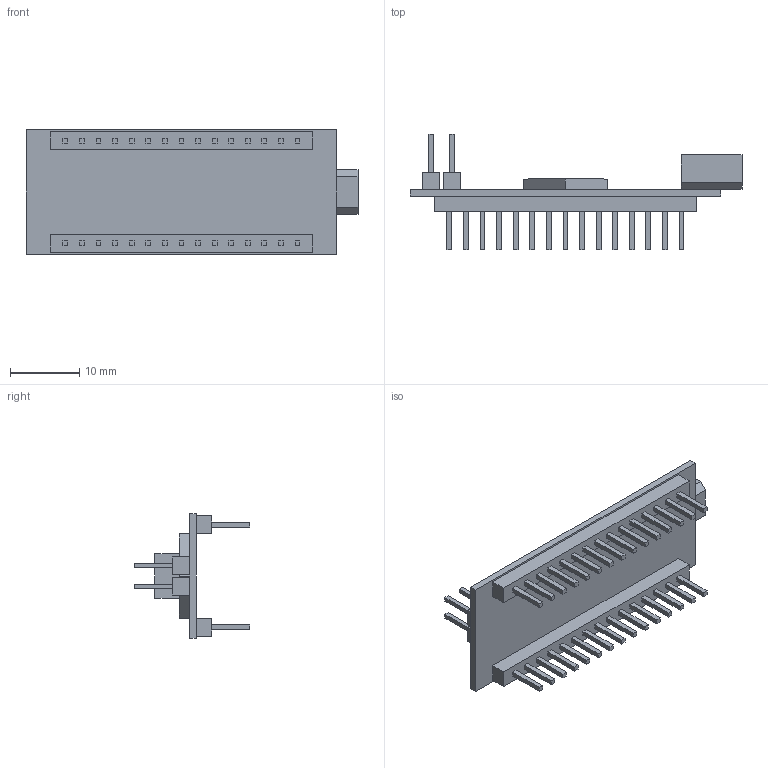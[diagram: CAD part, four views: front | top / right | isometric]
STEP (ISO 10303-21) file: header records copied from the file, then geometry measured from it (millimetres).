
FILE_DESCRIPTION (( 'STEP AP203' ), '1' );
FILE_NAME ('arduino nano.STEP', '2022-05-14T23:55:13', ( '' ), ( '' ), 'SwSTEP 2.0', 'SolidWorks 2016', '' );
FILE_SCHEMA (( 'CONFIG_CONTROL_DESIGN' ));
Length unit declared in the file: millimetre
Products named in the file (1): arduino nano
Bounding box: 48.04 x 16.75 x 18 mm (x, y, z)
Volume: 1668.1 mm3; surface area: 3354.6 mm2
Topology: 7 solids, 7 shells, 229 faces, 534 edges, 356 vertices
Faces by surface type: plane 229
Entity records: 6453 total; most frequent: CARTESIAN_POINT 1120, ORIENTED_EDGE 1068, DIRECTION 994, VECTOR 534, LINE 534, EDGE_CURVE 534, VERTEX_POINT 356, EDGE_LOOP 266
